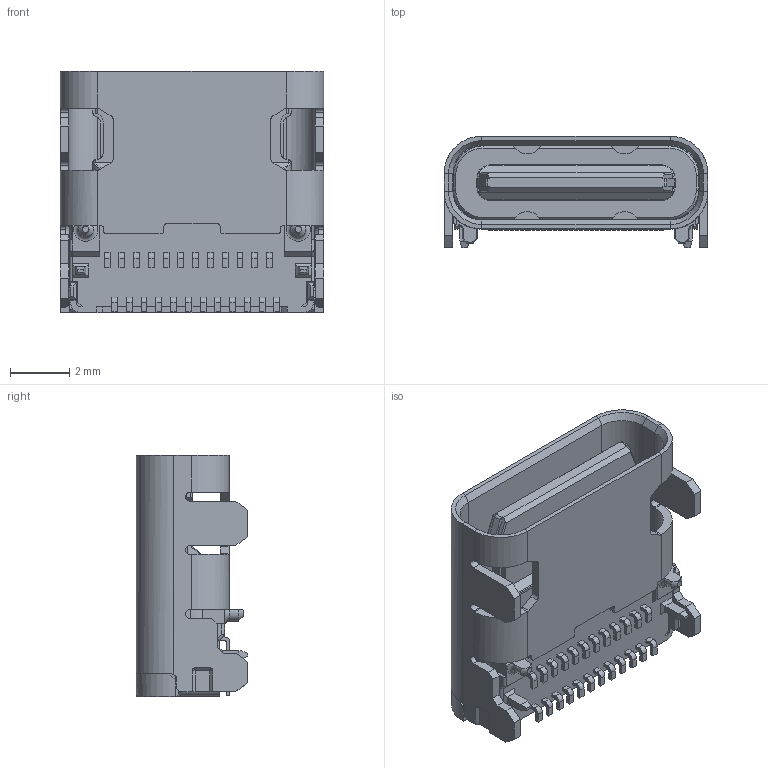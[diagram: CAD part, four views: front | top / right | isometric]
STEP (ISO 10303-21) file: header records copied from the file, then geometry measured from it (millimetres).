
FILE_DESCRIPTION (( 'STEP AP203' ), '1' );
FILE_NAME ('K3D-DX07S024JJ2-V1_JAE_Proprietary.STEP', '2015-06-07T23:21:09', ( '' ), ( '' ), 'SwSTEP 2.0', 'SolidWorks 2014', '' );
FILE_SCHEMA (( 'CONFIG_CONTROL_DESIGN' ));
Length unit declared in the file: millimetre
Products named in the file (1): K3D-DX07S024JJ2-V1_JAE_Proprietary
Bounding box: 8.94 x 3.77 x 8.17 mm (x, y, z)
Volume: 134.2 mm3; surface area: 475.4 mm2
Topology: 1 solids, 1 shells, 903 faces, 2508 edges, 1597 vertices
Faces by surface type: plane 592, cylinder 230, cone 33, bspline 22, torus 14, sphere 12
Entity records: 29808 total; most frequent: CARTESIAN_POINT 6789, ORIENTED_EDGE 4984, DIRECTION 4531, EDGE_CURVE 2492, LINE 1861, VECTOR 1861, VERTEX_POINT 1597, AXIS2_PLACEMENT_3D 1335
